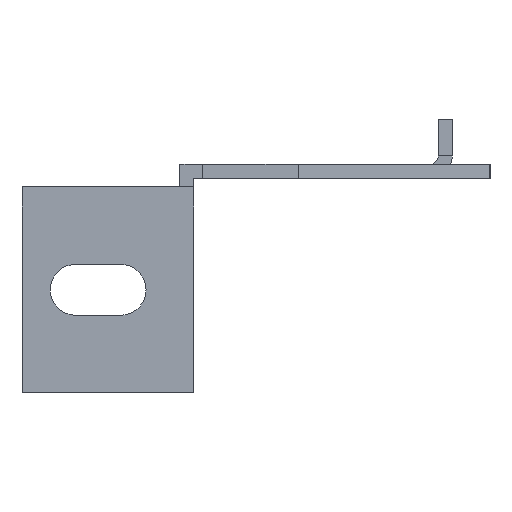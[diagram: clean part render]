
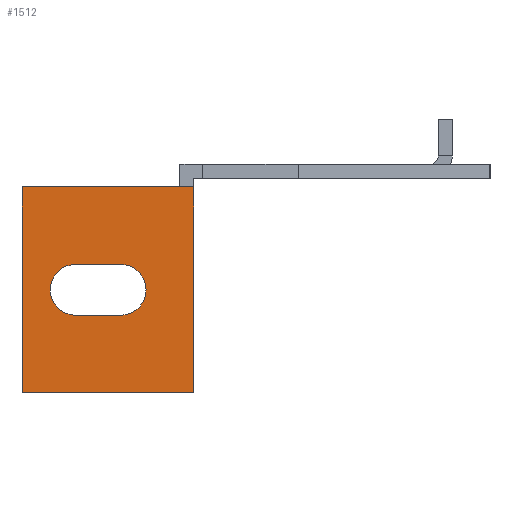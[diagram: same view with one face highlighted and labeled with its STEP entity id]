
A CAD part, left-side view. The second image highlights one B-rep face of the part: STEP entity #1512.
In plain terms, the highlighted planar face has unit normal (-1, 0, 0).
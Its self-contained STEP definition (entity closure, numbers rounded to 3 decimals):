
#24 = ORIENTED_EDGE ( 'NONE', *, *, #64, .T. ) ;
#64 = EDGE_CURVE ( 'NONE', #361, #2524, #3000, .T. ) ;
#101 = ORIENTED_EDGE ( 'NONE', *, *, #2907, .T. ) ;
#140 = CARTESIAN_POINT ( 'NONE',  ( -303., 1.5, -18.25 ) ) ;
#202 = ORIENTED_EDGE ( 'NONE', *, *, #1488, .F. ) ;
#220 = VECTOR ( 'NONE', #316, 1000. ) ;
#229 = CARTESIAN_POINT ( 'NONE',  ( -303., 1.5, 18.25 ) ) ;
#294 = VERTEX_POINT ( 'NONE', #2529 ) ;
#316 = DIRECTION ( 'NONE',  ( 0., -1., 0. ) ) ;
#322 = PLANE ( 'NONE',  #636 ) ;
#325 = LINE ( 'NONE', #1212, #220 ) ;
#361 = VERTEX_POINT ( 'NONE', #3453 ) ;
#374 = CARTESIAN_POINT ( 'NONE',  ( -303., 28., 18.25 ) ) ;
#592 = ORIENTED_EDGE ( 'NONE', *, *, #2770, .T. ) ;
#593 = VERTEX_POINT ( 'NONE', #3137 ) ;
#636 = AXIS2_PLACEMENT_3D ( 'NONE', #2862, #953, #3180 ) ;
#663 = DIRECTION ( 'NONE',  ( 0., 0., -1. ) ) ;
#699 = DIRECTION ( 'NONE',  ( 0., 0., -1. ) ) ;
#753 = CIRCLE ( 'NONE', #3845, 4.5 ) ;
#779 = LINE ( 'NONE', #1905, #3212 ) ;
#802 = EDGE_CURVE ( 'NONE', #3824, #361, #950, .T. ) ;
#934 = EDGE_CURVE ( 'NONE', #593, #3824, #753, .T. ) ;
#950 = LINE ( 'NONE', #3579, #1794 ) ;
#953 = DIRECTION ( 'NONE',  ( -1., 0., 0. ) ) ;
#979 = DIRECTION ( 'NONE',  ( 0., -1., 0. ) ) ;
#1191 = CARTESIAN_POINT ( 'NONE',  ( -303., 28., -18.25 ) ) ;
#1212 = CARTESIAN_POINT ( 'NONE',  ( -303., 28., -18.25 ) ) ;
#1302 = DIRECTION ( 'NONE',  ( 1., 0., 0. ) ) ;
#1335 = DIRECTION ( 'NONE',  ( 0., -1., 0. ) ) ;
#1346 = CARTESIAN_POINT ( 'NONE',  ( -303., 10.5, 4.5 ) ) ;
#1488 = EDGE_CURVE ( 'NONE', #294, #1900, #779, .T. ) ;
#1512 = ADVANCED_FACE ( 'NONE', ( #1523, #2462 ), #322, .T. ) ;
#1513 = LINE ( 'NONE', #374, #2263 ) ;
#1523 = FACE_BOUND ( 'NONE', #2880, .T. ) ;
#1635 = ORIENTED_EDGE ( 'NONE', *, *, #3274, .T. ) ;
#1710 = VECTOR ( 'NONE', #979, 1000. ) ;
#1724 = CARTESIAN_POINT ( 'NONE',  ( -303., 28., 18.25 ) ) ;
#1794 = VECTOR ( 'NONE', #2682, 1000. ) ;
#1812 = CARTESIAN_POINT ( 'NONE',  ( -303., 10.5, 0. ) ) ;
#1858 = VECTOR ( 'NONE', #3584, 1000. ) ;
#1900 = VERTEX_POINT ( 'NONE', #2760 ) ;
#1905 = CARTESIAN_POINT ( 'NONE',  ( -303., -2.5, 18.25 ) ) ;
#1958 = VECTOR ( 'NONE', #3255, 1000. ) ;
#1961 = LINE ( 'NONE', #3268, #1858 ) ;
#1971 = VERTEX_POINT ( 'NONE', #229 ) ;
#2021 = EDGE_LOOP ( 'NONE', ( #592, #3967, #202, #2848, #2643, #101 ) ) ;
#2115 = VECTOR ( 'NONE', #1335, 1000. ) ;
#2133 = DIRECTION ( 'NONE',  ( 0., 0., -1. ) ) ;
#2249 = EDGE_CURVE ( 'NONE', #1971, #294, #2960, .T. ) ;
#2263 = VECTOR ( 'NONE', #699, 1000. ) ;
#2462 = FACE_OUTER_BOUND ( 'NONE', #2021, .T. ) ;
#2524 = VERTEX_POINT ( 'NONE', #3687 ) ;
#2529 = CARTESIAN_POINT ( 'NONE',  ( -303., -2.5, 18.25 ) ) ;
#2600 = CARTESIAN_POINT ( 'NONE',  ( -303., 28., 18.25 ) ) ;
#2643 = ORIENTED_EDGE ( 'NONE', *, *, #3017, .F. ) ;
#2647 = VERTEX_POINT ( 'NONE', #140 ) ;
#2682 = DIRECTION ( 'NONE',  ( 0., 1., 0. ) ) ;
#2695 = LINE ( 'NONE', #1346, #1958 ) ;
#2760 = CARTESIAN_POINT ( 'NONE',  ( -303., -2.5, -18.25 ) ) ;
#2770 = EDGE_CURVE ( 'NONE', #3622, #2647, #325, .T. ) ;
#2810 = EDGE_CURVE ( 'NONE', #2647, #1900, #3300, .T. ) ;
#2848 = ORIENTED_EDGE ( 'NONE', *, *, #2249, .F. ) ;
#2862 = CARTESIAN_POINT ( 'NONE',  ( -303., 28., 18.25 ) ) ;
#2880 = EDGE_LOOP ( 'NONE', ( #3312, #3078, #24, #1635 ) ) ;
#2885 = CARTESIAN_POINT ( 'NONE',  ( -303., 10.5, -4.5 ) ) ;
#2886 = CARTESIAN_POINT ( 'NONE',  ( -303., 0., -18.25 ) ) ;
#2907 = EDGE_CURVE ( 'NONE', #3096, #3622, #1513, .T. ) ;
#2931 = CARTESIAN_POINT ( 'NONE',  ( -303., 18.5, 0. ) ) ;
#2960 = LINE ( 'NONE', #2600, #2115 ) ;
#3000 = CIRCLE ( 'NONE', #3653, 4.5 ) ;
#3017 = EDGE_CURVE ( 'NONE', #3096, #1971, #1961, .T. ) ;
#3078 = ORIENTED_EDGE ( 'NONE', *, *, #802, .T. ) ;
#3096 = VERTEX_POINT ( 'NONE', #1724 ) ;
#3137 = CARTESIAN_POINT ( 'NONE',  ( -303., 10.5, 4.5 ) ) ;
#3180 = DIRECTION ( 'NONE',  ( 0., 0., -1. ) ) ;
#3212 = VECTOR ( 'NONE', #4124, 1000. ) ;
#3255 = DIRECTION ( 'NONE',  ( 0., -1., 0. ) ) ;
#3268 = CARTESIAN_POINT ( 'NONE',  ( -303., 28., 18.25 ) ) ;
#3274 = EDGE_CURVE ( 'NONE', #2524, #593, #2695, .T. ) ;
#3300 = LINE ( 'NONE', #2886, #1710 ) ;
#3312 = ORIENTED_EDGE ( 'NONE', *, *, #934, .T. ) ;
#3453 = CARTESIAN_POINT ( 'NONE',  ( -303., 18.5, -4.5 ) ) ;
#3579 = CARTESIAN_POINT ( 'NONE',  ( -303., 10.5, -4.5 ) ) ;
#3584 = DIRECTION ( 'NONE',  ( 0., -1., 0. ) ) ;
#3622 = VERTEX_POINT ( 'NONE', #1191 ) ;
#3653 = AXIS2_PLACEMENT_3D ( 'NONE', #2931, #1302, #663 ) ;
#3687 = CARTESIAN_POINT ( 'NONE',  ( -303., 18.5, 4.5 ) ) ;
#3824 = VERTEX_POINT ( 'NONE', #2885 ) ;
#3845 = AXIS2_PLACEMENT_3D ( 'NONE', #1812, #4030, #2133 ) ;
#3967 = ORIENTED_EDGE ( 'NONE', *, *, #2810, .T. ) ;
#4030 = DIRECTION ( 'NONE',  ( 1., 0., 0. ) ) ;
#4124 = DIRECTION ( 'NONE',  ( 0., 0., -1. ) ) ;
